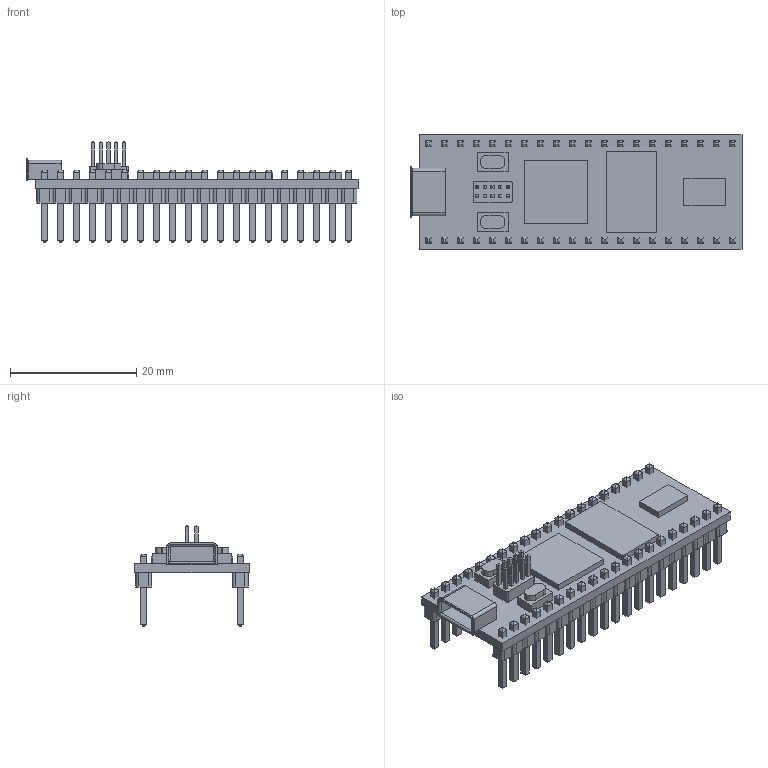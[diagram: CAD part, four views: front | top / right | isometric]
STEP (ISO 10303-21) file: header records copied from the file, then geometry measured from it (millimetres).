
FILE_DESCRIPTION(/* description */ (''),/* implementation_level */ '2;1');
FILE_NAME(/* name */ 'Daisy Seed.step',/* time_stamp */ '2021-12-21T10:05:31-05:00',/* author */ (''),/* organization */ (''),/* preprocessor_version */ 'ST-DEVELOPER v18.1',/* originating_system */ 'Autodesk Translation Framework v10.10.0.1391',/* authorisation */ '');
FILE_SCHEMA (('AUTOMOTIVE_DESIGN { 1 0 10303 214 3 1 1 }'));
Length unit declared in the file: millimetre
Products named in the file (1): Untitled
Bounding box: 52.66 x 18.11 x 16.03 mm (x, y, z)
Volume: 2667.3 mm3; surface area: 6658.9 mm2
Topology: 140 solids, 140 shells, 1575 faces, 3509 edges, 2216 vertices
Faces by surface type: plane 1218, cylinder 349, bspline 4, torus 4
Entity records: 42977 total; most frequent: CARTESIAN_POINT 7529, DIRECTION 7177, ORIENTED_EDGE 7018, EDGE_CURVE 3509, LINE 2953, VECTOR 2953, VERTEX_POINT 2216, AXIS2_PLACEMENT_3D 2112
